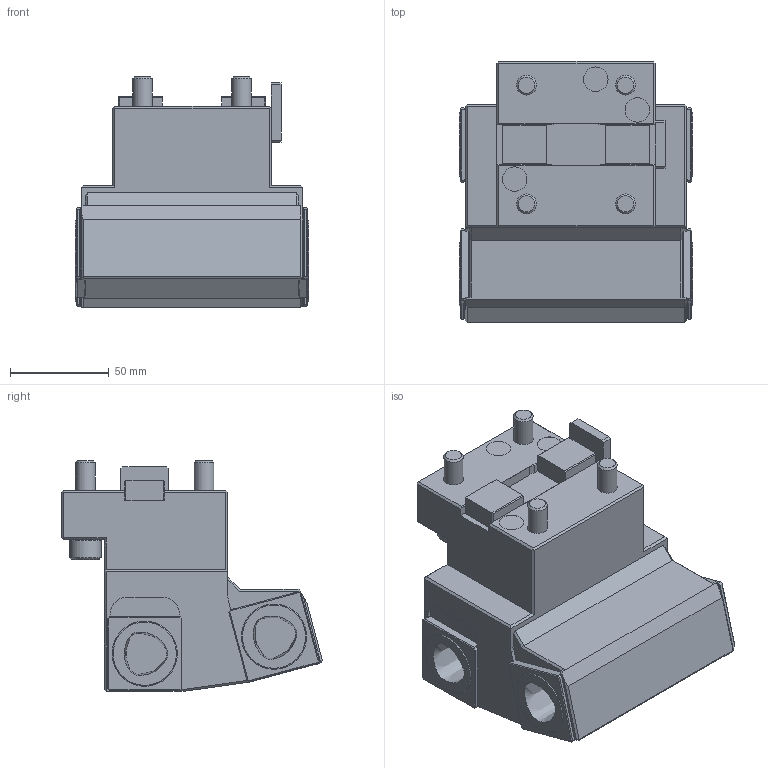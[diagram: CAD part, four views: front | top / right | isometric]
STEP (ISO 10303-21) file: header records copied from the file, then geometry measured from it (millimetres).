
FILE_DESCRIPTION(/* description */ (''),/* implementation_level */ '2;1');
FILE_NAME(/* name */ '1619186991280.stp',/* time_stamp */ '2021-04-23T16:09:57+02:00',/* author */ (''),/* organization */ ('SMS'),/* preprocessor_version */ 'ST-DEVELOPER v16.7',/* originating_system */ 'SIEMENS PLM Software NX 12.0',/* authorisation */ '');
FILE_SCHEMA (('AUTOMOTIVE_DESIGN { 1 0 10303 214 3 1 1 1 }'));
Length unit declared in the file: millimetre
Products named in the file (1): 203507074mod000_00
Bounding box: 118 x 131.81 x 116.5 mm (x, y, z)
Volume: 880684.8 mm3; surface area: 80113.3 mm2
Topology: 1 solids, 2 shells, 446 faces, 1232 edges, 806 vertices
Faces by surface type: plane 337, cylinder 81, bspline 10, cone 9, torus 9
Full cylindrical faces by diameter (mm): 2 x4, 3.5 x16, 10 x4, 10.98 x1, 12.4 x3, 16 x2, 17.991 x1, 20.011 x1
Entity records: 14754 total; most frequent: CARTESIAN_POINT 3591, ORIENTED_EDGE 2296, DIRECTION 2192, EDGE_CURVE 1148, LINE 830, VECTOR 830, VERTEX_POINT 769, AXIS2_PLACEMENT_3D 681
